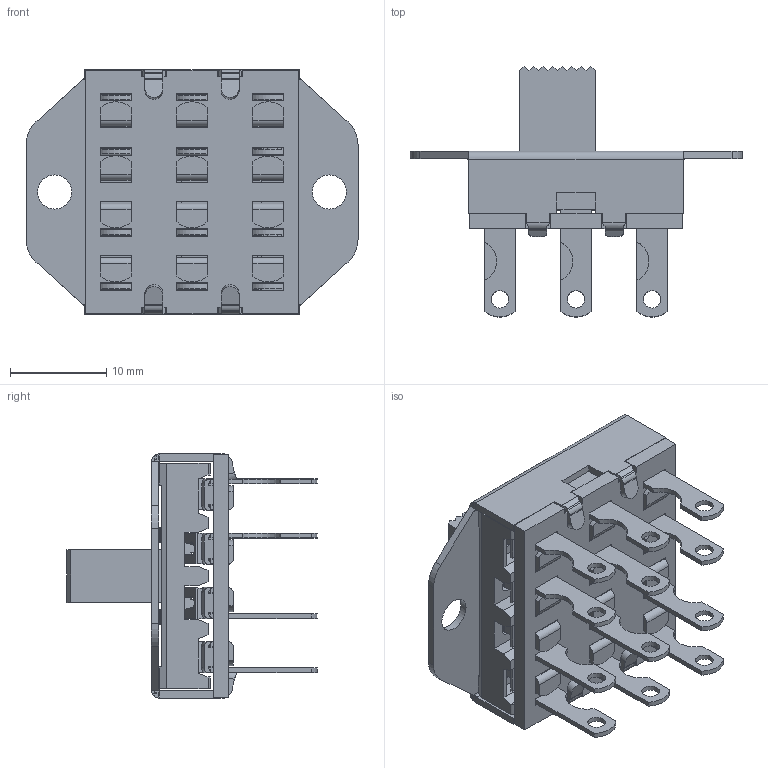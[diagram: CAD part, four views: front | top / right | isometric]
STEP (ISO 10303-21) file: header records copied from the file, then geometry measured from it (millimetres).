
FILE_DESCRIPTION(/* description */ (''),/* implementation_level */ '2;1');
FILE_NAME(/* name */ 'GF-342-0000_3D MODEL.stp',/* time_stamp */ '2023-09-25T13:36:43-04:00',/* author */ ('dwiltbank'),/* organization */ (''),/* preprocessor_version */ 'ST-DEVELOPER v19.2',/* originating_system */ 'Autodesk Inventor 2024',/* authorisation */ '');
FILE_SCHEMA (('AUTOMOTIVE_DESIGN { 1 0 10303 214 3 1 1 }'));
Length unit declared in the file: inch
Products named in the file (1): GF-342-0000_Simplify_1
Bounding box: 34.54 x 26.02 x 25.4 mm (x, y, z)
Volume: 3643.3 mm3; surface area: 7289.2 mm2
Topology: 1 solids, 1 shells, 1292 faces, 3800 edges, 2444 vertices
Faces by surface type: plane 910, cylinder 326, sphere 40, bspline 16
Full cylindrical faces by diameter (mm): 1.397 x8, 1.727 x8, 1.829 x12, 3.556 x2
Entity records: 44639 total; most frequent: CARTESIAN_POINT 8083, ORIENTED_EDGE 7556, DIRECTION 7238, EDGE_CURVE 3778, LINE 2748, VECTOR 2748, VERTEX_POINT 2444, AXIS2_PLACEMENT_3D 2245
